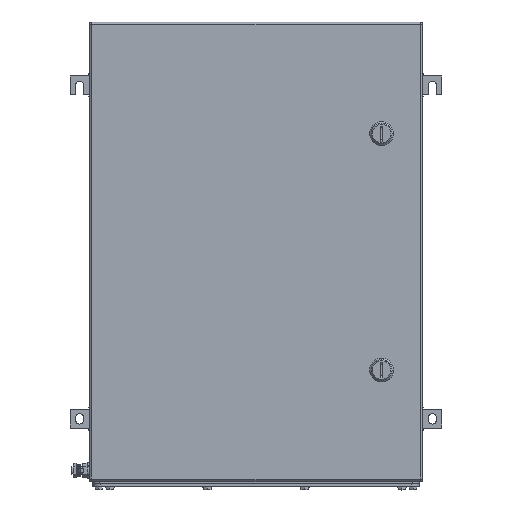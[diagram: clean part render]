
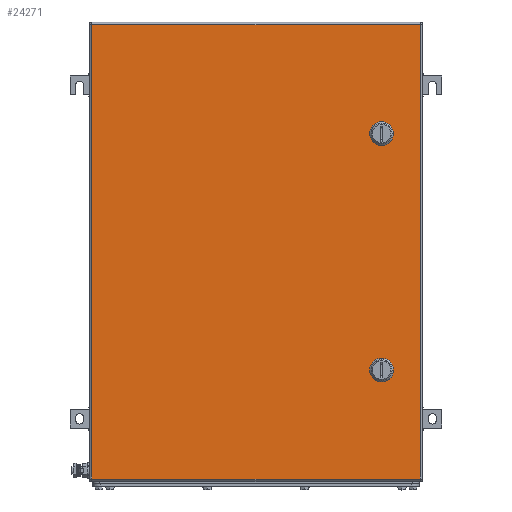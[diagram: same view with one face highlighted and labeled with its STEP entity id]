
A CAD part, top view. The second image highlights one B-rep face of the part: STEP entity #24271.
In plain terms, the highlighted planar face has unit normal (0, 0, 1).
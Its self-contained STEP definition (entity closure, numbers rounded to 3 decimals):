
#24085=AXIS2_PLACEMENT_3D('Circle Axis2P3D',#24083,#24084,$) ;
#24112=AXIS2_PLACEMENT_3D('Plane Axis2P3D',#24109,#24110,#24111) ;
#24157=AXIS2_PLACEMENT_3D('Circle Axis2P3D',#24155,#24156,$) ;
#24171=AXIS2_PLACEMENT_3D('Circle Axis2P3D',#24169,#24170,$) ;
#24185=AXIS2_PLACEMENT_3D('Circle Axis2P3D',#24183,#24184,$) ;
#24207=AXIS2_PLACEMENT_3D('Circle Axis2P3D',#24205,#24206,$) ;
#24223=AXIS2_PLACEMENT_3D('Circle Axis2P3D',#24221,#24222,$) ;
#24237=AXIS2_PLACEMENT_3D('Circle Axis2P3D',#24235,#24236,$) ;
#24251=AXIS2_PLACEMENT_3D('Circle Axis2P3D',#24249,#24250,$) ;
#24080=CARTESIAN_POINT('Vertex',(425.056,470.45,203.5)) ;
#24083=CARTESIAN_POINT('Axis2P3D Location',(420.,480.5,203.5)) ;
#24087=CARTESIAN_POINT('Vertex',(430.05,475.444,203.5)) ;
#24109=CARTESIAN_POINT('Axis2P3D Location',(250.5,321.,203.5)) ;
#24114=CARTESIAN_POINT('Line Origine',(250.5,627.5,203.5)) ;
#24118=CARTESIAN_POINT('Vertex',(472.,627.5,203.5)) ;
#24120=CARTESIAN_POINT('Vertex',(29.,627.5,203.5)) ;
#24123=CARTESIAN_POINT('Line Origine',(29.,321.,203.5)) ;
#24127=CARTESIAN_POINT('Vertex',(29.,14.5,203.5)) ;
#24130=CARTESIAN_POINT('Line Origine',(250.5,14.5,203.5)) ;
#24134=CARTESIAN_POINT('Vertex',(472.,14.5,203.5)) ;
#24137=CARTESIAN_POINT('Line Origine',(472.,321.,203.5)) ;
#24148=CARTESIAN_POINT('Line Origine',(420.,470.45,203.5)) ;
#24152=CARTESIAN_POINT('Vertex',(414.944,470.45,203.5)) ;
#24155=CARTESIAN_POINT('Axis2P3D Location',(420.,480.5,203.5)) ;
#24159=CARTESIAN_POINT('Vertex',(409.95,475.444,203.5)) ;
#24162=CARTESIAN_POINT('Line Origine',(409.95,480.5,203.5)) ;
#24166=CARTESIAN_POINT('Vertex',(409.95,485.556,203.5)) ;
#24169=CARTESIAN_POINT('Axis2P3D Location',(420.,480.5,203.5)) ;
#24173=CARTESIAN_POINT('Vertex',(414.944,490.55,203.5)) ;
#24176=CARTESIAN_POINT('Line Origine',(420.,490.55,203.5)) ;
#24180=CARTESIAN_POINT('Vertex',(425.056,490.55,203.5)) ;
#24183=CARTESIAN_POINT('Axis2P3D Location',(420.,480.5,203.5)) ;
#24187=CARTESIAN_POINT('Vertex',(430.05,485.556,203.5)) ;
#24190=CARTESIAN_POINT('Line Origine',(430.05,480.5,203.5)) ;
#24205=CARTESIAN_POINT('Axis2P3D Location',(420.,161.5,203.5)) ;
#24209=CARTESIAN_POINT('Vertex',(425.056,151.45,203.5)) ;
#24211=CARTESIAN_POINT('Vertex',(430.05,156.444,203.5)) ;
#24214=CARTESIAN_POINT('Line Origine',(420.,151.45,203.5)) ;
#24218=CARTESIAN_POINT('Vertex',(414.944,151.45,203.5)) ;
#24221=CARTESIAN_POINT('Axis2P3D Location',(420.,161.5,203.5)) ;
#24225=CARTESIAN_POINT('Vertex',(409.95,156.444,203.5)) ;
#24228=CARTESIAN_POINT('Line Origine',(409.95,161.5,203.5)) ;
#24232=CARTESIAN_POINT('Vertex',(409.95,166.556,203.5)) ;
#24235=CARTESIAN_POINT('Axis2P3D Location',(420.,161.5,203.5)) ;
#24239=CARTESIAN_POINT('Vertex',(414.944,171.55,203.5)) ;
#24242=CARTESIAN_POINT('Line Origine',(420.,171.55,203.5)) ;
#24246=CARTESIAN_POINT('Vertex',(425.056,171.55,203.5)) ;
#24249=CARTESIAN_POINT('Axis2P3D Location',(420.,161.5,203.5)) ;
#24253=CARTESIAN_POINT('Vertex',(430.05,166.556,203.5)) ;
#24256=CARTESIAN_POINT('Line Origine',(430.05,161.5,203.5)) ;
#24084=DIRECTION('Axis2P3D Direction',(0.,0.,1.)) ;
#24110=DIRECTION('Axis2P3D Direction',(0.,0.,1.)) ;
#24111=DIRECTION('Axis2P3D XDirection',(1.,0.,0.)) ;
#24115=DIRECTION('Vector Direction',(1.,0.,0.)) ;
#24124=DIRECTION('Vector Direction',(0.,-1.,0.)) ;
#24131=DIRECTION('Vector Direction',(1.,0.,0.)) ;
#24138=DIRECTION('Vector Direction',(0.,1.,0.)) ;
#24149=DIRECTION('Vector Direction',(1.,0.,0.)) ;
#24156=DIRECTION('Axis2P3D Direction',(0.,0.,1.)) ;
#24163=DIRECTION('Vector Direction',(0.,1.,0.)) ;
#24170=DIRECTION('Axis2P3D Direction',(0.,0.,1.)) ;
#24177=DIRECTION('Vector Direction',(1.,0.,0.)) ;
#24184=DIRECTION('Axis2P3D Direction',(0.,0.,1.)) ;
#24191=DIRECTION('Vector Direction',(0.,-1.,0.)) ;
#24206=DIRECTION('Axis2P3D Direction',(0.,0.,1.)) ;
#24215=DIRECTION('Vector Direction',(1.,0.,0.)) ;
#24222=DIRECTION('Axis2P3D Direction',(0.,0.,1.)) ;
#24229=DIRECTION('Vector Direction',(0.,1.,0.)) ;
#24236=DIRECTION('Axis2P3D Direction',(0.,0.,1.)) ;
#24243=DIRECTION('Vector Direction',(1.,0.,0.)) ;
#24250=DIRECTION('Axis2P3D Direction',(0.,0.,1.)) ;
#24257=DIRECTION('Vector Direction',(0.,-1.,0.)) ;
#24116=VECTOR('Line Direction',#24115,1.) ;
#24125=VECTOR('Line Direction',#24124,1.) ;
#24132=VECTOR('Line Direction',#24131,1.) ;
#24139=VECTOR('Line Direction',#24138,1.) ;
#24150=VECTOR('Line Direction',#24149,1.) ;
#24164=VECTOR('Line Direction',#24163,1.) ;
#24178=VECTOR('Line Direction',#24177,1.) ;
#24192=VECTOR('Line Direction',#24191,1.) ;
#24216=VECTOR('Line Direction',#24215,1.) ;
#24230=VECTOR('Line Direction',#24229,1.) ;
#24244=VECTOR('Line Direction',#24243,1.) ;
#24258=VECTOR('Line Direction',#24257,1.) ;
#24143=ORIENTED_EDGE('',*,*,#24122,.T.) ;
#24144=ORIENTED_EDGE('',*,*,#24129,.T.) ;
#24145=ORIENTED_EDGE('',*,*,#24136,.T.) ;
#24146=ORIENTED_EDGE('',*,*,#24141,.T.) ;
#24196=ORIENTED_EDGE('',*,*,#24154,.F.) ;
#24197=ORIENTED_EDGE('',*,*,#24161,.F.) ;
#24198=ORIENTED_EDGE('',*,*,#24168,.T.) ;
#24199=ORIENTED_EDGE('',*,*,#24175,.F.) ;
#24200=ORIENTED_EDGE('',*,*,#24182,.T.) ;
#24201=ORIENTED_EDGE('',*,*,#24189,.F.) ;
#24202=ORIENTED_EDGE('',*,*,#24194,.T.) ;
#24203=ORIENTED_EDGE('',*,*,#24089,.F.) ;
#24262=ORIENTED_EDGE('',*,*,#24213,.F.) ;
#24263=ORIENTED_EDGE('',*,*,#24220,.F.) ;
#24264=ORIENTED_EDGE('',*,*,#24227,.F.) ;
#24265=ORIENTED_EDGE('',*,*,#24234,.T.) ;
#24266=ORIENTED_EDGE('',*,*,#24241,.F.) ;
#24267=ORIENTED_EDGE('',*,*,#24248,.T.) ;
#24268=ORIENTED_EDGE('',*,*,#24255,.F.) ;
#24269=ORIENTED_EDGE('',*,*,#24260,.T.) ;
#24204=FACE_BOUND('',#24195,.T.) ;
#24270=FACE_BOUND('',#24261,.T.) ;
#24271=ADVANCED_FACE('ZUB_KTB_QL_624520_1GP_AllCATPart_AllCATPart.2\\ZUB_KTB_QL_624520_1GP_AllCATPart.2\\ZUB_DE_KTB_QL.1\\DE_KTB_MH_PART_MASTER.1\\Koerper.2',(#24147,#24204,#24270),#24113,.T.) ;
#24086=CIRCLE('generated circle',#24085,11.25) ;
#24158=CIRCLE('generated circle',#24157,11.25) ;
#24172=CIRCLE('generated circle',#24171,11.25) ;
#24186=CIRCLE('generated circle',#24185,11.25) ;
#24208=CIRCLE('generated circle',#24207,11.25) ;
#24224=CIRCLE('generated circle',#24223,11.25) ;
#24238=CIRCLE('generated circle',#24237,11.25) ;
#24252=CIRCLE('generated circle',#24251,11.25) ;
#24089=EDGE_CURVE('',#24081,#24088,#24086,.T.) ;
#24122=EDGE_CURVE('',#24119,#24121,#24117,.F.) ;
#24129=EDGE_CURVE('',#24121,#24128,#24126,.T.) ;
#24136=EDGE_CURVE('',#24128,#24135,#24133,.T.) ;
#24141=EDGE_CURVE('',#24135,#24119,#24140,.T.) ;
#24154=EDGE_CURVE('',#24153,#24081,#24151,.T.) ;
#24161=EDGE_CURVE('',#24160,#24153,#24158,.T.) ;
#24168=EDGE_CURVE('',#24160,#24167,#24165,.T.) ;
#24175=EDGE_CURVE('',#24174,#24167,#24172,.T.) ;
#24182=EDGE_CURVE('',#24174,#24181,#24179,.T.) ;
#24189=EDGE_CURVE('',#24188,#24181,#24186,.T.) ;
#24194=EDGE_CURVE('',#24188,#24088,#24193,.T.) ;
#24213=EDGE_CURVE('',#24210,#24212,#24208,.T.) ;
#24220=EDGE_CURVE('',#24219,#24210,#24217,.T.) ;
#24227=EDGE_CURVE('',#24226,#24219,#24224,.T.) ;
#24234=EDGE_CURVE('',#24226,#24233,#24231,.T.) ;
#24241=EDGE_CURVE('',#24240,#24233,#24238,.T.) ;
#24248=EDGE_CURVE('',#24240,#24247,#24245,.T.) ;
#24255=EDGE_CURVE('',#24254,#24247,#24252,.T.) ;
#24260=EDGE_CURVE('',#24254,#24212,#24259,.T.) ;
#24142=EDGE_LOOP('',(#24143,#24144,#24145,#24146)) ;
#24195=EDGE_LOOP('',(#24196,#24197,#24198,#24199,#24200,#24201,#24202,#24203)) ;
#24261=EDGE_LOOP('',(#24262,#24263,#24264,#24265,#24266,#24267,#24268,#24269)) ;
#24147=FACE_OUTER_BOUND('',#24142,.T.) ;
#24117=LINE('Line',#24114,#24116) ;
#24126=LINE('Line',#24123,#24125) ;
#24133=LINE('Line',#24130,#24132) ;
#24140=LINE('Line',#24137,#24139) ;
#24151=LINE('Line',#24148,#24150) ;
#24165=LINE('Line',#24162,#24164) ;
#24179=LINE('Line',#24176,#24178) ;
#24193=LINE('Line',#24190,#24192) ;
#24217=LINE('Line',#24214,#24216) ;
#24231=LINE('Line',#24228,#24230) ;
#24245=LINE('Line',#24242,#24244) ;
#24259=LINE('Line',#24256,#24258) ;
#24113=PLANE('',#24112) ;
#24081=VERTEX_POINT('',#24080) ;
#24088=VERTEX_POINT('',#24087) ;
#24119=VERTEX_POINT('',#24118) ;
#24121=VERTEX_POINT('',#24120) ;
#24128=VERTEX_POINT('',#24127) ;
#24135=VERTEX_POINT('',#24134) ;
#24153=VERTEX_POINT('',#24152) ;
#24160=VERTEX_POINT('',#24159) ;
#24167=VERTEX_POINT('',#24166) ;
#24174=VERTEX_POINT('',#24173) ;
#24181=VERTEX_POINT('',#24180) ;
#24188=VERTEX_POINT('',#24187) ;
#24210=VERTEX_POINT('',#24209) ;
#24212=VERTEX_POINT('',#24211) ;
#24219=VERTEX_POINT('',#24218) ;
#24226=VERTEX_POINT('',#24225) ;
#24233=VERTEX_POINT('',#24232) ;
#24240=VERTEX_POINT('',#24239) ;
#24247=VERTEX_POINT('',#24246) ;
#24254=VERTEX_POINT('',#24253) ;
